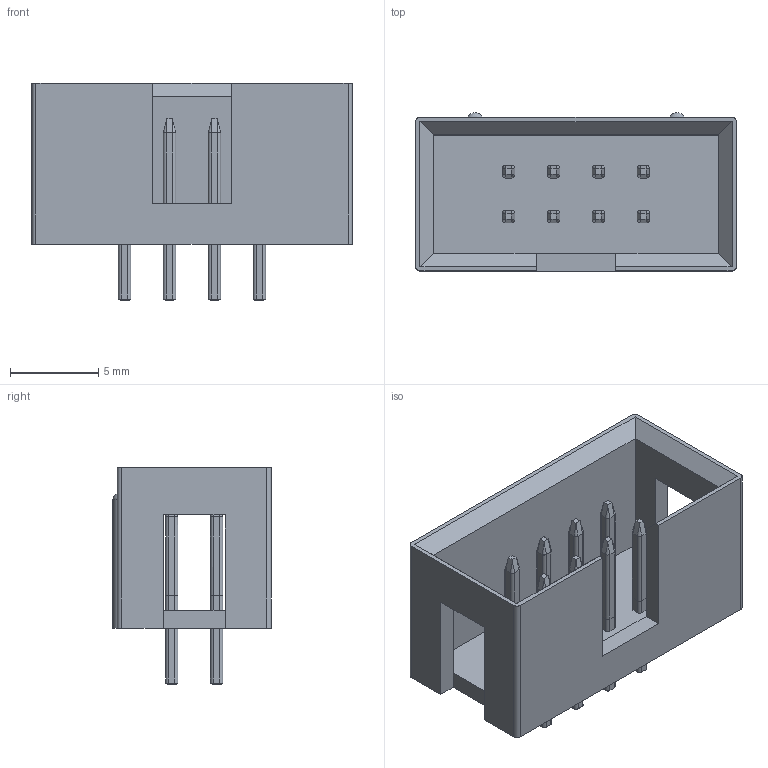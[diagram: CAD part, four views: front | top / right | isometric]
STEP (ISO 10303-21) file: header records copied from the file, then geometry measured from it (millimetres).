
FILE_DESCRIPTION(('Open CASCADE Model'),'2;1');
FILE_NAME('Open CASCADE Shape Model','2022-02-17T17:18:08',('Author'),( 'Open CASCADE'),'Open CASCADE STEP processor 7.4','Open CASCADE 7.4' ,'Unknown');
FILE_SCHEMA(('AUTOMOTIVE_DESIGN { 1 0 10303 214 1 1 1 1 }'));
Length unit declared in the file: millimetre
Products named in the file (7): CQ_assembly; plastic; plastic_part; pins-bottom; pins-bottom_part; pins-top; pins-top_part
Assembly tree (6 placements, depth 4):
  CQ_assembly
    plastic
      plastic_part
      pins-bottom
        pins-bottom_part
      pins-top
        pins-top_part
Bounding box: 18.14 x 8.95 x 12.3 mm (x, y, z)
Volume: 507.6 mm3; surface area: 1283.5 mm2
Topology: 17 solids, 17 shells, 419 faces, 999 edges, 610 vertices
Faces by surface type: plane 251, cylinder 102, cone 32, bspline 32, revolution 2
Entity records: 24191 total; most frequent: CARTESIAN_POINT 5599, DIRECTION 3229, LINE 1931, VECTOR 1931, ORIENTED_EDGE 1870, PCURVE 1870, DEFINITIONAL_REPRESENTATION 1870, EDGE_CURVE 935
